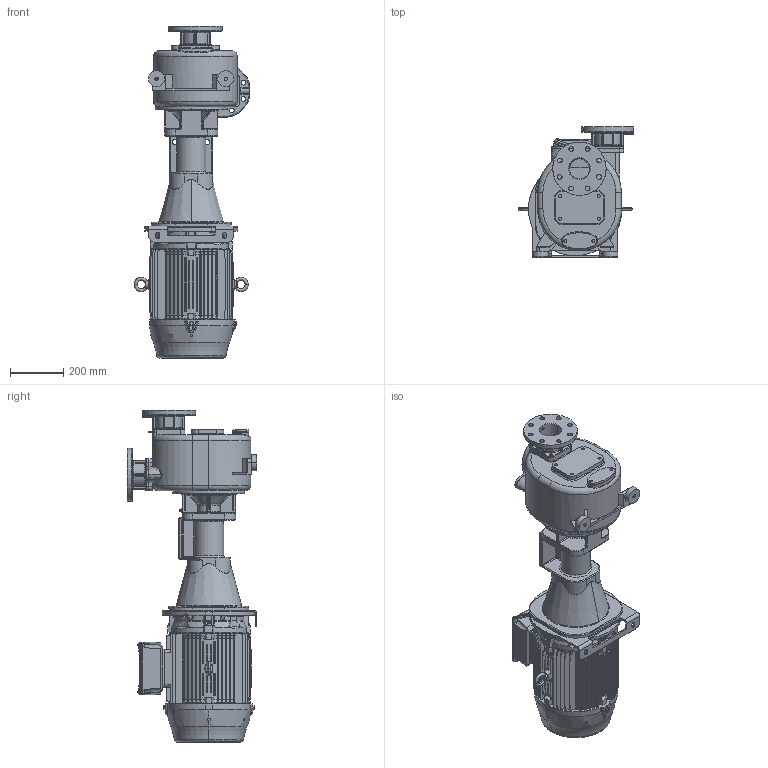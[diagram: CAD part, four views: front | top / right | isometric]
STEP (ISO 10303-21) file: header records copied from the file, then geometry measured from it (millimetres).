
FILE_DESCRIPTION((''),'2;1');
FILE_NAME('S_88_BBT_F','2020-04-08T10:26:06',('Nicola'),(''),'CREO PARAMETRIC BY PTC INC, 2019471','CREO PARAMETRIC BY PTC INC, 2019471','');
FILE_SCHEMA(('CONFIG_CONTROL_DESIGN'));
Products named in the file (1): S_88_BBT_F
Bounding box: 433.83 x 487 x 1244.75 mm (x, y, z)
Volume: 70718388.2 mm3; surface area: 2490117 mm2
Topology: 2 solids, 2 shells, 2798 faces, 7297 edges, 4607 vertices
Faces by surface type: plane 980, cylinder 895, bspline 356, cone 349, torus 162, sphere 44, extrusion 12
Entity records: 125088 total; most frequent: CARTESIAN_POINT 59039, ORIENTED_EDGE 14542, DIRECTION 12972, EDGE_CURVE 7271, AXIS2_PLACEMENT_3D 5054, VERTEX_POINT 4607, EDGE_LOOP 3002, VECTOR 2864
